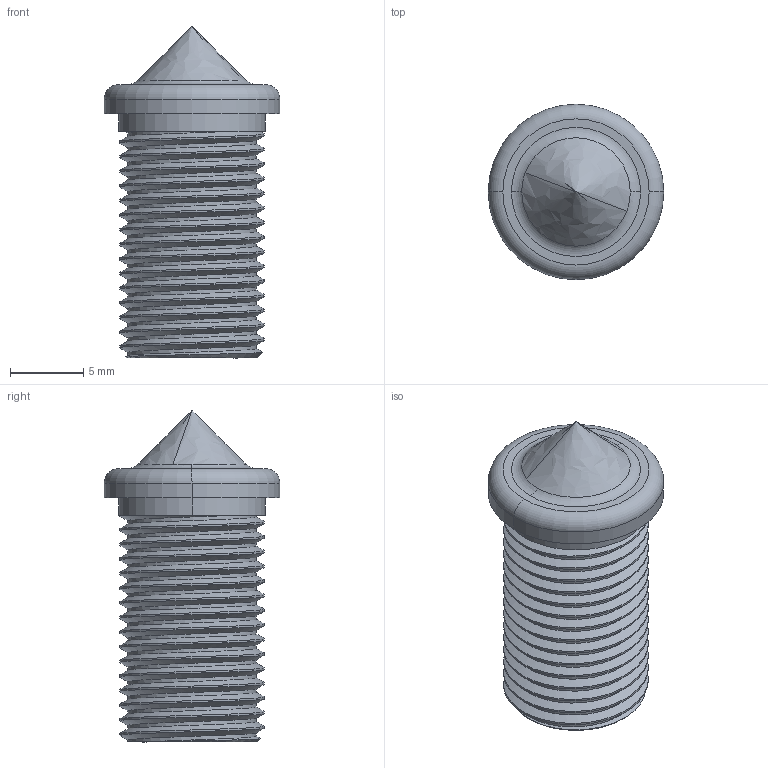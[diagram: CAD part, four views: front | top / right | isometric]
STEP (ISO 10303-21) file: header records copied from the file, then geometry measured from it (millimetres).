
FILE_DESCRIPTION (( 'STEP AP203' ), '1' );
FILE_NAME ('LLX5 OPTOMAX DIGITAL - M10.STEP', '2017-11-27T14:49:02', ( '' ), ( '' ), 'SwSTEP 2.0', 'SolidWorks 2018', '' );
FILE_SCHEMA (( 'CONFIG_CONTROL_DESIGN' ));
Length unit declared in the file: millimetre
Products named in the file (1): LLX5 OPTOMAX DIGITAL - M10
Bounding box: 12 x 12 x 22.7 mm (x, y, z)
Volume: 1432.1 mm3; surface area: 1072.7 mm2
Topology: 1 solids, 1 shells, 52 faces, 139 edges, 92 vertices
Faces by surface type: cylinder 35, bspline 5, plane 5, torus 4, cone 3
Entity records: 4241 total; most frequent: CARTESIAN_POINT 3070, ORIENTED_EDGE 278, DIRECTION 186, EDGE_CURVE 139, VERTEX_POINT 92, AXIS2_PLACEMENT_3D 75, EDGE_LOOP 55, FACE_OUTER_BOUND 52
